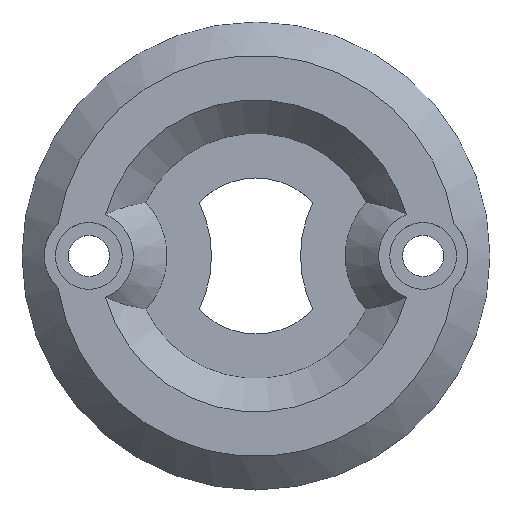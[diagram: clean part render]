
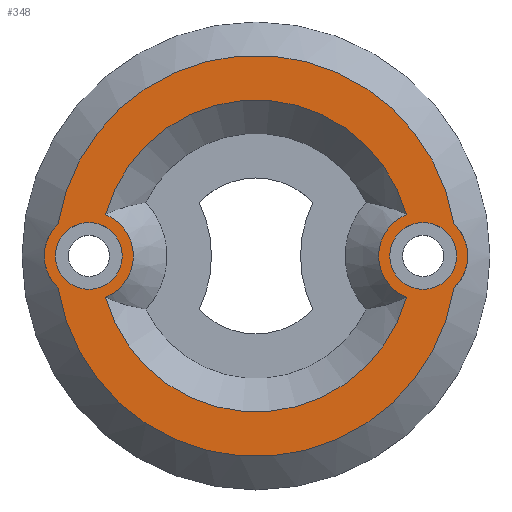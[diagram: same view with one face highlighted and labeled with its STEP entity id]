
A CAD part, top view. The second image highlights one B-rep face of the part: STEP entity #348.
In plain terms, the highlighted planar face has unit normal (0, 0, 1).
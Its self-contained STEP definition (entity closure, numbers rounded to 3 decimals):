
#33=FACE_BOUND('',#87,.T.);
#34=FACE_BOUND('',#88,.T.);
#35=FACE_BOUND('',#89,.T.);
#40=PLANE('',#420);
#59=FACE_OUTER_BOUND('',#86,.T.);
#86=EDGE_LOOP('',(#301,#302,#303,#304));
#87=EDGE_LOOP('',(#305));
#88=EDGE_LOOP('',(#306));
#89=EDGE_LOOP('',(#307,#308,#309,#310));
#120=CIRCLE('',#384,3.);
#123=CIRCLE('',#389,3.);
#126=CIRCLE('',#394,4.);
#127=CIRCLE('',#396,4.);
#132=CIRCLE('',#403,14.);
#133=CIRCLE('',#405,4.);
#135=CIRCLE('',#408,14.);
#137=CIRCLE('',#411,4.);
#139=CIRCLE('',#415,18.);
#142=CIRCLE('',#418,18.);
#151=VERTEX_POINT('',#565);
#154=VERTEX_POINT('',#574);
#157=VERTEX_POINT('',#583);
#158=VERTEX_POINT('',#584);
#159=VERTEX_POINT('',#601);
#161=VERTEX_POINT('',#611);
#167=VERTEX_POINT('',#632);
#168=VERTEX_POINT('',#637);
#169=VERTEX_POINT('',#644);
#171=VERTEX_POINT('',#653);
#187=EDGE_CURVE('',#151,#151,#120,.T.);
#191=EDGE_CURVE('',#154,#154,#123,.T.);
#196=EDGE_CURVE('',#158,#157,#126,.T.);
#198=EDGE_CURVE('',#161,#159,#127,.T.);
#205=EDGE_CURVE('',#168,#167,#132,.T.);
#207=EDGE_CURVE('',#167,#169,#133,.T.);
#210=EDGE_CURVE('',#169,#171,#135,.T.);
#213=EDGE_CURVE('',#171,#168,#137,.T.);
#215=EDGE_CURVE('',#158,#159,#139,.T.);
#219=EDGE_CURVE('',#161,#157,#142,.T.);
#301=ORIENTED_EDGE('',*,*,#198,.T.);
#302=ORIENTED_EDGE('',*,*,#215,.F.);
#303=ORIENTED_EDGE('',*,*,#196,.T.);
#304=ORIENTED_EDGE('',*,*,#219,.F.);
#305=ORIENTED_EDGE('',*,*,#187,.T.);
#306=ORIENTED_EDGE('',*,*,#191,.T.);
#307=ORIENTED_EDGE('',*,*,#205,.T.);
#308=ORIENTED_EDGE('',*,*,#207,.T.);
#309=ORIENTED_EDGE('',*,*,#210,.T.);
#310=ORIENTED_EDGE('',*,*,#213,.T.);
#348=ADVANCED_FACE('',(#59,#33,#34,#35),#40,.T.);
#384=AXIS2_PLACEMENT_3D('',#566,#455,#456);
#389=AXIS2_PLACEMENT_3D('',#575,#466,#467);
#394=AXIS2_PLACEMENT_3D('',#599,#477,#478);
#396=AXIS2_PLACEMENT_3D('',#612,#481,#482);
#403=AXIS2_PLACEMENT_3D('',#638,#495,#496);
#405=AXIS2_PLACEMENT_3D('',#645,#499,#500);
#408=AXIS2_PLACEMENT_3D('',#654,#505,#506);
#411=AXIS2_PLACEMENT_3D('',#662,#511,#512);
#415=AXIS2_PLACEMENT_3D('',#666,#519,#520);
#418=AXIS2_PLACEMENT_3D('',#672,#526,#527);
#420=AXIS2_PLACEMENT_3D('',#675,#531,#532);
#455=DIRECTION('center_axis',(0.,0.,-1.));
#456=DIRECTION('ref_axis',(1.,0.,0.));
#466=DIRECTION('center_axis',(0.,0.,-1.));
#467=DIRECTION('ref_axis',(1.,0.,0.));
#477=DIRECTION('center_axis',(0.,0.,1.));
#478=DIRECTION('ref_axis',(1.,0.,0.));
#481=DIRECTION('center_axis',(0.,0.,1.));
#482=DIRECTION('ref_axis',(1.,0.,0.));
#495=DIRECTION('center_axis',(0.,0.,-1.));
#496=DIRECTION('ref_axis',(1.,0.,0.));
#499=DIRECTION('center_axis',(0.,0.,1.));
#500=DIRECTION('ref_axis',(-1.,0.,0.));
#505=DIRECTION('center_axis',(0.,0.,-1.));
#506=DIRECTION('ref_axis',(1.,0.,0.));
#511=DIRECTION('center_axis',(0.,0.,1.));
#512=DIRECTION('ref_axis',(-1.,0.,0.));
#519=DIRECTION('center_axis',(0.,0.,-1.));
#520=DIRECTION('ref_axis',(-1.,0.,0.));
#526=DIRECTION('center_axis',(0.,0.,-1.));
#527=DIRECTION('ref_axis',(-1.,0.,0.));
#531=DIRECTION('center_axis',(0.,0.,1.));
#532=DIRECTION('ref_axis',(1.,0.,0.));
#565=CARTESIAN_POINT('',(12.,0.,5.));
#566=CARTESIAN_POINT('Origin',(15.,0.,5.));
#574=CARTESIAN_POINT('',(-18.,0.,5.));
#575=CARTESIAN_POINT('Origin',(-15.,0.,5.));
#583=CARTESIAN_POINT('',(-17.767,-2.889,5.));
#584=CARTESIAN_POINT('',(-17.767,2.889,5.));
#599=CARTESIAN_POINT('Origin',(-15.,0.,5.));
#601=CARTESIAN_POINT('',(17.767,2.889,5.));
#611=CARTESIAN_POINT('',(17.767,-2.889,5.));
#612=CARTESIAN_POINT('Origin',(15.,0.,5.));
#632=CARTESIAN_POINT('',(-13.5,-3.708,5.));
#637=CARTESIAN_POINT('',(13.5,-3.708,5.));
#638=CARTESIAN_POINT('Origin',(0.,0.,
5.));
#644=CARTESIAN_POINT('',(-13.5,3.708,5.));
#645=CARTESIAN_POINT('Origin',(-15.,0.,5.));
#653=CARTESIAN_POINT('',(13.5,3.708,5.));
#654=CARTESIAN_POINT('Origin',(0.,0.,
5.));
#662=CARTESIAN_POINT('Origin',(15.,0.,5.));
#666=CARTESIAN_POINT('Origin',(0.,0.,
5.));
#672=CARTESIAN_POINT('Origin',(0.,0.,
5.));
#675=CARTESIAN_POINT('Origin',(0.,0.,5.));
